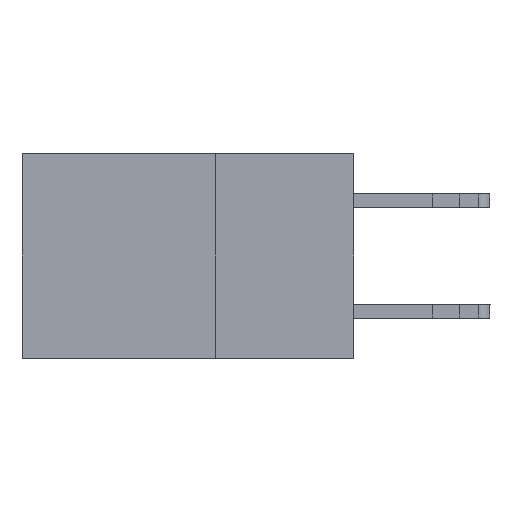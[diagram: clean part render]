
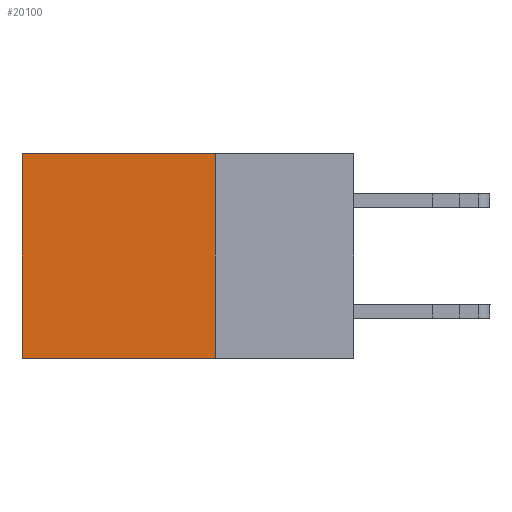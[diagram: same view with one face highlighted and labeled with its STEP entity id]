
A CAD part, left-side view. The second image highlights one B-rep face of the part: STEP entity #20100.
In plain terms, the highlighted planar face has unit normal (-1, 0, 0).
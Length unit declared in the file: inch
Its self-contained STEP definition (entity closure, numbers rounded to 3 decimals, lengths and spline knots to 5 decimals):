
#92 = VECTOR ( 'NONE', #16531, 39.37008 ) ;
#603 = AXIS2_PLACEMENT_3D ( 'NONE', #20441, #9478, #26345 ) ;
#957 = LINE ( 'NONE', #3746, #92 ) ;
#1605 = DIRECTION ( 'NONE',  ( 0., 0., -1. ) ) ;
#2286 = EDGE_CURVE ( 'NONE', #25344, #11749, #957, .T. ) ;
#3282 = EDGE_CURVE ( 'NONE', #8344, #6203, #13233, .T. ) ;
#3746 = CARTESIAN_POINT ( 'NONE',  ( 0.2875, 0.25, -0.37 ) ) ;
#4227 = CARTESIAN_POINT ( 'NONE',  ( 0.2875, 0.25, -0.37 ) ) ;
#6203 = VERTEX_POINT ( 'NONE', #8563 ) ;
#6913 = DIRECTION ( 'NONE',  ( 0., 1., 0. ) ) ;
#7323 = VECTOR ( 'NONE', #1605, 39.37008 ) ;
#8344 = VERTEX_POINT ( 'NONE', #18612 ) ;
#8563 = CARTESIAN_POINT ( 'NONE',  ( 0.2875, 0.6, 0. ) ) ;
#9478 = DIRECTION ( 'NONE',  ( 1., 0., 0. ) ) ;
#11598 = PLANE ( 'NONE',  #603 ) ;
#11749 = VERTEX_POINT ( 'NONE', #26652 ) ;
#13148 = VECTOR ( 'NONE', #6913, 39.37008 ) ;
#13233 = LINE ( 'NONE', #21794, #13148 ) ;
#13519 = LINE ( 'NONE', #13798, #14590 ) ;
#13798 = CARTESIAN_POINT ( 'NONE',  ( 0.2875, 0.25, 0. ) ) ;
#14590 = VECTOR ( 'NONE', #18012, 39.37008 ) ;
#15940 = ORIENTED_EDGE ( 'NONE', *, *, #24937, .F. ) ;
#16531 = DIRECTION ( 'NONE',  ( 0., 1., 0. ) ) ;
#17913 = EDGE_LOOP ( 'NONE', ( #22883, #23179, #15940, #20693 ) ) ;
#18012 = DIRECTION ( 'NONE',  ( 0., 0., -1. ) ) ;
#18612 = CARTESIAN_POINT ( 'NONE',  ( 0.2875, 0.25, 0. ) ) ;
#20100 = ADVANCED_FACE ( 'NONE', ( #21993 ), #11598, .F. ) ;
#20441 = CARTESIAN_POINT ( 'NONE',  ( 0.2875, 0.25, 0. ) ) ;
#20495 = EDGE_CURVE ( 'NONE', #6203, #11749, #23201, .T. ) ;
#20693 = ORIENTED_EDGE ( 'NONE', *, *, #3282, .T. ) ;
#21794 = CARTESIAN_POINT ( 'NONE',  ( 0.2875, 0.25, 0. ) ) ;
#21993 = FACE_OUTER_BOUND ( 'NONE', #17913, .T. ) ;
#22883 = ORIENTED_EDGE ( 'NONE', *, *, #20495, .T. ) ;
#23179 = ORIENTED_EDGE ( 'NONE', *, *, #2286, .F. ) ;
#23201 = LINE ( 'NONE', #23492, #7323 ) ;
#23492 = CARTESIAN_POINT ( 'NONE',  ( 0.2875, 0.6, 0. ) ) ;
#24937 = EDGE_CURVE ( 'NONE', #8344, #25344, #13519, .T. ) ;
#25344 = VERTEX_POINT ( 'NONE', #4227 ) ;
#26345 = DIRECTION ( 'NONE',  ( 0., 0., -1. ) ) ;
#26652 = CARTESIAN_POINT ( 'NONE',  ( 0.2875, 0.6, -0.37 ) ) ;
